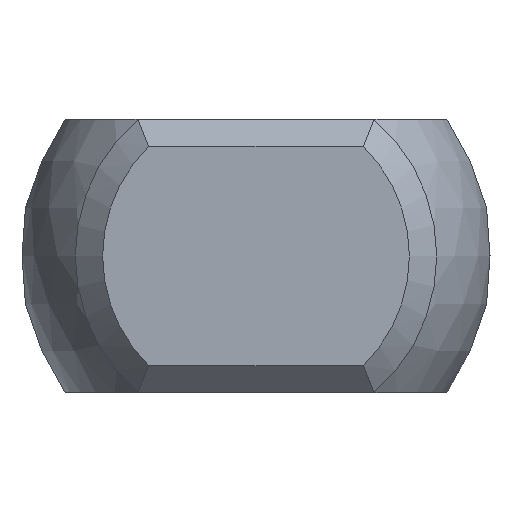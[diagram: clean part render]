
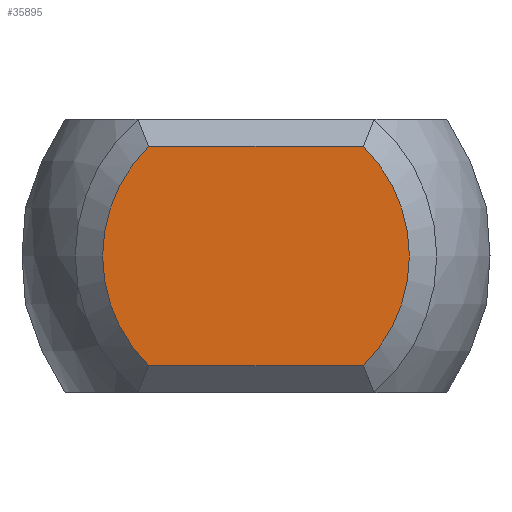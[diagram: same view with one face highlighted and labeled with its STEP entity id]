
A CAD part, left-side view. The second image highlights one B-rep face of the part: STEP entity #35895.
In plain terms, the highlighted planar face has unit normal (-1, 0, 0).
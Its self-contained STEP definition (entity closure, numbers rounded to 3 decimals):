
#34595 = PLANE('',#34596);
#34596 = AXIS2_PLACEMENT_3D('',#34597,#34598,#34599);
#34597 = CARTESIAN_POINT('',(-15.375,3.125,2.25));
#34598 = DIRECTION('',(0.707,0.,-0.707));
#34599 = DIRECTION('',(-0.707,0.,-0.707));
#35531 = EDGE_CURVE('',#35532,#35534,#35536,.T.);
#35532 = VERTEX_POINT('',#35533);
#35533 = CARTESIAN_POINT('',(-15.625,-1.96,-2.));
#35534 = VERTEX_POINT('',#35535);
#35535 = CARTESIAN_POINT('',(-15.625,-1.96,2.));
#35536 = SURFACE_CURVE('',#35537,(#35542,#35554),.PCURVE_S1.);
#35537 = CIRCLE('',#35538,2.8);
#35538 = AXIS2_PLACEMENT_3D('',#35539,#35540,#35541);
#35539 = CARTESIAN_POINT('',(-15.625,0.,0.));
#35540 = DIRECTION('',(-1.,0.,0.));
#35541 = DIRECTION('',(0.,-1.,0.));
#35542 = PCURVE('',#35543,#35548);
#35543 = CONICAL_SURFACE('',#35544,3.05,0.785);
#35544 = AXIS2_PLACEMENT_3D('',#35545,#35546,#35547);
#35545 = CARTESIAN_POINT('',(-15.375,0.,0.));
#35546 = DIRECTION('',(1.,0.,0.));
#35547 = DIRECTION('',(0.,-1.,0.));
#35548 = DEFINITIONAL_REPRESENTATION('',(#35549),#35553);
#35549 = LINE('',#35550,#35551);
#35550 = CARTESIAN_POINT('',(6.283,-0.25));
#35551 = VECTOR('',#35552,1.);
#35552 = DIRECTION('',(-1.,0.));
#35553 = ( GEOMETRIC_REPRESENTATION_CONTEXT(2) 
PARAMETRIC_REPRESENTATION_CONTEXT() REPRESENTATION_CONTEXT('2D SPACE',''
  ) );
#35554 = PCURVE('',#35555,#35560);
#35555 = PLANE('',#35556);
#35556 = AXIS2_PLACEMENT_3D('',#35557,#35558,#35559);
#35557 = CARTESIAN_POINT('',(-15.625,0.,0.));
#35558 = DIRECTION('',(1.,0.,0.));
#35559 = DIRECTION('',(0.,0.,-1.));
#35560 = DEFINITIONAL_REPRESENTATION('',(#35561),#35569);
#35561 = ( BOUNDED_CURVE() B_SPLINE_CURVE(2,(#35562,#35563,#35564,#35565
    ,#35566,#35567,#35568),.UNSPECIFIED.,.T.,.F.) 
B_SPLINE_CURVE_WITH_KNOTS((1,2,2,2,2,1),(-2.094,0.,
    2.094,4.189,6.283,8.378),
.UNSPECIFIED.) CURVE() GEOMETRIC_REPRESENTATION_ITEM() 
RATIONAL_B_SPLINE_CURVE((1.,0.5,1.,0.5,1.,0.5,1.)) REPRESENTATION_ITEM(
  '') );
#35562 = CARTESIAN_POINT('',(0.,-2.8));
#35563 = CARTESIAN_POINT('',(-4.85,-2.8));
#35564 = CARTESIAN_POINT('',(-2.425,1.4));
#35565 = CARTESIAN_POINT('',(0.,5.6));
#35566 = CARTESIAN_POINT('',(2.425,1.4));
#35567 = CARTESIAN_POINT('',(4.85,-2.8));
#35568 = CARTESIAN_POINT('',(0.,-2.8));
#35569 = ( GEOMETRIC_REPRESENTATION_CONTEXT(2) 
PARAMETRIC_REPRESENTATION_CONTEXT() REPRESENTATION_CONTEXT('2D SPACE',''
  ) );
#35587 = PLANE('',#35588);
#35588 = AXIS2_PLACEMENT_3D('',#35589,#35590,#35591);
#35589 = CARTESIAN_POINT('',(-15.375,-3.125,-2.25));
#35590 = DIRECTION('',(0.707,0.,0.707)
  );
#35591 = DIRECTION('',(0.707,0.,-0.707));
#35647 = EDGE_CURVE('',#35534,#35648,#35650,.T.);
#35648 = VERTEX_POINT('',#35649);
#35649 = CARTESIAN_POINT('',(-15.625,1.96,2.));
#35650 = SURFACE_CURVE('',#35651,(#35655,#35662),.PCURVE_S1.);
#35651 = LINE('',#35652,#35653);
#35652 = CARTESIAN_POINT('',(-15.625,3.125,2.));
#35653 = VECTOR('',#35654,1.);
#35654 = DIRECTION('',(0.,1.,0.));
#35655 = PCURVE('',#34595,#35656);
#35656 = DEFINITIONAL_REPRESENTATION('',(#35657),#35661);
#35657 = LINE('',#35658,#35659);
#35658 = CARTESIAN_POINT('',(0.354,0.));
#35659 = VECTOR('',#35660,1.);
#35660 = DIRECTION('',(0.,1.));
#35661 = ( GEOMETRIC_REPRESENTATION_CONTEXT(2) 
PARAMETRIC_REPRESENTATION_CONTEXT() REPRESENTATION_CONTEXT('2D SPACE',''
  ) );
#35662 = PCURVE('',#35555,#35663);
#35663 = DEFINITIONAL_REPRESENTATION('',(#35664),#35668);
#35664 = LINE('',#35665,#35666);
#35665 = CARTESIAN_POINT('',(-2.,3.125));
#35666 = VECTOR('',#35667,1.);
#35667 = DIRECTION('',(0.,1.));
#35668 = ( GEOMETRIC_REPRESENTATION_CONTEXT(2) 
PARAMETRIC_REPRESENTATION_CONTEXT() REPRESENTATION_CONTEXT('2D SPACE',''
  ) );
#35688 = CONICAL_SURFACE('',#35689,3.05,0.785);
#35689 = AXIS2_PLACEMENT_3D('',#35690,#35691,#35692);
#35690 = CARTESIAN_POINT('',(-15.375,0.,0.));
#35691 = DIRECTION('',(1.,0.,0.));
#35692 = DIRECTION('',(-0.,1.,0.));
#35702 = EDGE_CURVE('',#35648,#35703,#35705,.T.);
#35703 = VERTEX_POINT('',#35704);
#35704 = CARTESIAN_POINT('',(-15.625,1.96,-2.));
#35705 = SURFACE_CURVE('',#35706,(#35711,#35718),.PCURVE_S1.);
#35706 = CIRCLE('',#35707,2.8);
#35707 = AXIS2_PLACEMENT_3D('',#35708,#35709,#35710);
#35708 = CARTESIAN_POINT('',(-15.625,0.,0.));
#35709 = DIRECTION('',(-1.,0.,0.));
#35710 = DIRECTION('',(0.,1.,0.));
#35711 = PCURVE('',#35688,#35712);
#35712 = DEFINITIONAL_REPRESENTATION('',(#35713),#35717);
#35713 = LINE('',#35714,#35715);
#35714 = CARTESIAN_POINT('',(6.283,-0.25));
#35715 = VECTOR('',#35716,1.);
#35716 = DIRECTION('',(-1.,0.));
#35717 = ( GEOMETRIC_REPRESENTATION_CONTEXT(2) 
PARAMETRIC_REPRESENTATION_CONTEXT() REPRESENTATION_CONTEXT('2D SPACE',''
  ) );
#35718 = PCURVE('',#35555,#35719);
#35719 = DEFINITIONAL_REPRESENTATION('',(#35720),#35728);
#35720 = ( BOUNDED_CURVE() B_SPLINE_CURVE(2,(#35721,#35722,#35723,#35724
    ,#35725,#35726,#35727),.UNSPECIFIED.,.T.,.F.) 
B_SPLINE_CURVE_WITH_KNOTS((1,2,2,2,2,1),(-2.094,0.,
    2.094,4.189,6.283,8.378),
.UNSPECIFIED.) CURVE() GEOMETRIC_REPRESENTATION_ITEM() 
RATIONAL_B_SPLINE_CURVE((1.,0.5,1.,0.5,1.,0.5,1.)) REPRESENTATION_ITEM(
  '') );
#35721 = CARTESIAN_POINT('',(0.,2.8));
#35722 = CARTESIAN_POINT('',(4.85,2.8));
#35723 = CARTESIAN_POINT('',(2.425,-1.4));
#35724 = CARTESIAN_POINT('',(0.,-5.6));
#35725 = CARTESIAN_POINT('',(-2.425,-1.4));
#35726 = CARTESIAN_POINT('',(-4.85,2.8));
#35727 = CARTESIAN_POINT('',(0.,2.8));
#35728 = ( GEOMETRIC_REPRESENTATION_CONTEXT(2) 
PARAMETRIC_REPRESENTATION_CONTEXT() REPRESENTATION_CONTEXT('2D SPACE',''
  ) );
#35802 = EDGE_CURVE('',#35703,#35532,#35803,.T.);
#35803 = SURFACE_CURVE('',#35804,(#35808,#35815),.PCURVE_S1.);
#35804 = LINE('',#35805,#35806);
#35805 = CARTESIAN_POINT('',(-15.625,-3.125,-2.));
#35806 = VECTOR('',#35807,1.);
#35807 = DIRECTION('',(0.,-1.,0.));
#35808 = PCURVE('',#35587,#35809);
#35809 = DEFINITIONAL_REPRESENTATION('',(#35810),#35814);
#35810 = LINE('',#35811,#35812);
#35811 = CARTESIAN_POINT('',(-0.354,0.));
#35812 = VECTOR('',#35813,1.);
#35813 = DIRECTION('',(0.,-1.));
#35814 = ( GEOMETRIC_REPRESENTATION_CONTEXT(2) 
PARAMETRIC_REPRESENTATION_CONTEXT() REPRESENTATION_CONTEXT('2D SPACE',''
  ) );
#35815 = PCURVE('',#35555,#35816);
#35816 = DEFINITIONAL_REPRESENTATION('',(#35817),#35821);
#35817 = LINE('',#35818,#35819);
#35818 = CARTESIAN_POINT('',(2.,-3.125));
#35819 = VECTOR('',#35820,1.);
#35820 = DIRECTION('',(0.,-1.));
#35821 = ( GEOMETRIC_REPRESENTATION_CONTEXT(2) 
PARAMETRIC_REPRESENTATION_CONTEXT() REPRESENTATION_CONTEXT('2D SPACE',''
  ) );
#35895 = ADVANCED_FACE('',(#35896),#35555,.F.);
#35896 = FACE_BOUND('',#35897,.T.);
#35897 = EDGE_LOOP('',(#35898,#35899,#35900,#35901));
#35898 = ORIENTED_EDGE('',*,*,#35531,.T.);
#35899 = ORIENTED_EDGE('',*,*,#35647,.T.);
#35900 = ORIENTED_EDGE('',*,*,#35702,.T.);
#35901 = ORIENTED_EDGE('',*,*,#35802,.T.);
